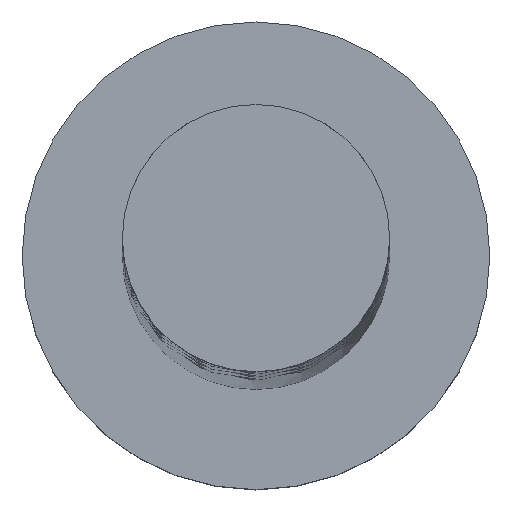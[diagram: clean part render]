
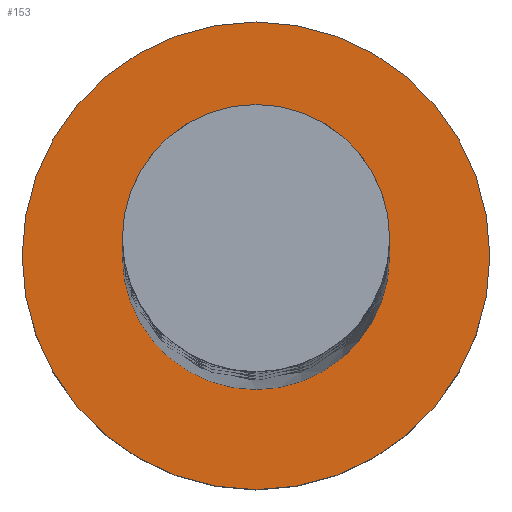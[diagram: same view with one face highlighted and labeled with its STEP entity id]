
A CAD part, top view. The second image highlights one B-rep face of the part: STEP entity #153.
In plain terms, the highlighted planar face has unit normal (0, 0, 1).
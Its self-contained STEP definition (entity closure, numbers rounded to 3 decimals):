
#75 = CARTESIAN_POINT ( 'NONE',  ( -4., 0., 5. ) ) ;
#114 = CARTESIAN_POINT ( 'NONE',  ( 0., 0., 5. ) ) ;
#119 = AXIS2_PLACEMENT_3D ( 'NONE', #376, #1758, #550 ) ;
#153 = ADVANCED_FACE ( 'NONE', ( #1447, #561 ), #984, .T. ) ;
#158 = DIRECTION ( 'NONE',  ( 0., 0., 1. ) ) ;
#167 = CARTESIAN_POINT ( 'NONE',  ( 0., 0., 5. ) ) ;
#184 = CIRCLE ( 'NONE', #558, 4. ) ;
#269 = VERTEX_POINT ( 'NONE', #286 ) ;
#286 = CARTESIAN_POINT ( 'NONE',  ( 7., 0., 5. ) ) ;
#356 = DIRECTION ( 'NONE',  ( 0., 0., 1. ) ) ;
#358 = CIRCLE ( 'NONE', #1134, 7. ) ;
#376 = CARTESIAN_POINT ( 'NONE',  ( 0., 0., 5. ) ) ;
#391 = DIRECTION ( 'NONE',  ( 1., 0., 0. ) ) ;
#399 = VERTEX_POINT ( 'NONE', #820 ) ;
#463 = ORIENTED_EDGE ( 'NONE', *, *, #1333, .T. ) ;
#550 = DIRECTION ( 'NONE',  ( 1., 0., 0. ) ) ;
#558 = AXIS2_PLACEMENT_3D ( 'NONE', #1414, #1258, #391 ) ;
#561 = FACE_OUTER_BOUND ( 'NONE', #836, .T. ) ;
#701 = DIRECTION ( 'NONE',  ( 0., 0., 1. ) ) ;
#798 = CARTESIAN_POINT ( 'NONE',  ( 0., 0., 5. ) ) ;
#820 = CARTESIAN_POINT ( 'NONE',  ( 4., 0., 5. ) ) ;
#836 = EDGE_LOOP ( 'NONE', ( #463, #874 ) ) ;
#853 = DIRECTION ( 'NONE',  ( 1., 0., 0. ) ) ;
#868 = EDGE_CURVE ( 'NONE', #1123, #399, #1118, .T. ) ;
#874 = ORIENTED_EDGE ( 'NONE', *, *, #973, .T. ) ;
#973 = EDGE_CURVE ( 'NONE', #269, #1846, #1844, .T. ) ;
#984 = PLANE ( 'NONE',  #119 ) ;
#1028 = CARTESIAN_POINT ( 'NONE',  ( -7., 0., 5. ) ) ;
#1118 = CIRCLE ( 'NONE', #1373, 4. ) ;
#1123 = VERTEX_POINT ( 'NONE', #75 ) ;
#1134 = AXIS2_PLACEMENT_3D ( 'NONE', #798, #356, #1875 ) ;
#1196 = ORIENTED_EDGE ( 'NONE', *, *, #868, .F. ) ;
#1258 = DIRECTION ( 'NONE',  ( 0., 0., 1. ) ) ;
#1281 = ORIENTED_EDGE ( 'NONE', *, *, #1546, .F. ) ;
#1333 = EDGE_CURVE ( 'NONE', #1846, #269, #358, .T. ) ;
#1373 = AXIS2_PLACEMENT_3D ( 'NONE', #114, #701, #853 ) ;
#1414 = CARTESIAN_POINT ( 'NONE',  ( 0., 0., 5. ) ) ;
#1447 = FACE_BOUND ( 'NONE', #1734, .T. ) ;
#1509 = DIRECTION ( 'NONE',  ( 1., 0., 0. ) ) ;
#1546 = EDGE_CURVE ( 'NONE', #399, #1123, #184, .T. ) ;
#1693 = AXIS2_PLACEMENT_3D ( 'NONE', #167, #158, #1509 ) ;
#1734 = EDGE_LOOP ( 'NONE', ( #1196, #1281 ) ) ;
#1758 = DIRECTION ( 'NONE',  ( 0., 0., 1. ) ) ;
#1844 = CIRCLE ( 'NONE', #1693, 7. ) ;
#1846 = VERTEX_POINT ( 'NONE', #1028 ) ;
#1875 = DIRECTION ( 'NONE',  ( 1., 0., 0. ) ) ;
